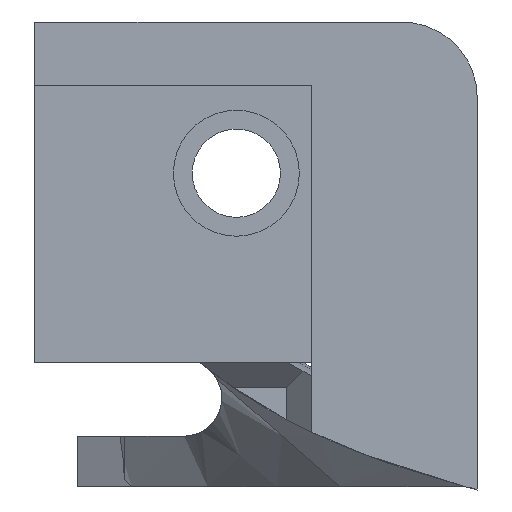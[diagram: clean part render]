
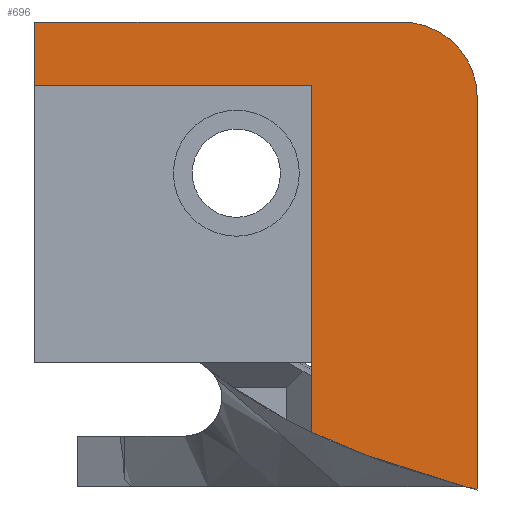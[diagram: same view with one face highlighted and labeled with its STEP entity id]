
A CAD part, front view. The second image highlights one B-rep face of the part: STEP entity #696.
In plain terms, the highlighted planar face has unit normal (0, -1, 0).
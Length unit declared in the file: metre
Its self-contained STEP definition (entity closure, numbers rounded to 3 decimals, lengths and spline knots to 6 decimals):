
#43=B_SPLINE_CURVE_WITH_KNOTS('',3,(#1129,#1130,#1131,#1132),
 .UNSPECIFIED.,.F.,.F.,(4,4),(0.,0.000536),.UNSPECIFIED.);
#44=B_SPLINE_CURVE_WITH_KNOTS('',3,(#1134,#1135,#1136,#1137,#1138,#1139,
#1140,#1141,#1142,#1143,#1144,#1145,#1146,#1147,#1148,#1149,#1150,#1151,
#1152,#1153,#1154,#1155,#1156,#1157),.UNSPECIFIED.,.F.,.F.,(4,3,1,1,1,1,
1,1,1,1,1,1,1,3,3,4),(-0.15,0.,0.125,0.25,0.3125,0.375,0.40625,0.4375,0.5,
0.5625,0.625,0.75,0.875,1.,1.15,1.7),.UNSPECIFIED.);
#45=B_SPLINE_CURVE_WITH_KNOTS('',3,(#1159,#1160,#1161,#1162,#1163,#1164,
#1165,#1166,#1167,#1168,#1169,#1170,#1171,#1172,#1173),.UNSPECIFIED.,.F.,
 .F.,(4,1,1,1,1,1,1,1,1,1,1,1,4),(0.,0.125,0.25,0.3125,0.375,0.40625,0.4375,
0.5,0.5625,0.625,0.75,0.875,1.),.UNSPECIFIED.);
#91=LINE('',#1327,#148);
#100=LINE('',#1341,#157);
#103=LINE('',#1347,#160);
#108=LINE('',#1359,#165);
#109=LINE('',#1361,#166);
#148=VECTOR('',#835,1.);
#157=VECTOR('',#848,1.);
#160=VECTOR('',#853,1.);
#165=VECTOR('',#866,1.);
#166=VECTOR('',#869,1.);
#313=ORIENTED_EDGE('',*,*,#467,.F.);
#314=ORIENTED_EDGE('',*,*,#468,.T.);
#315=ORIENTED_EDGE('',*,*,#460,.F.);
#316=ORIENTED_EDGE('',*,*,#448,.F.);
#317=ORIENTED_EDGE('',*,*,#466,.F.);
#318=ORIENTED_EDGE('',*,*,#457,.T.);
#319=ORIENTED_EDGE('',*,*,#419,.T.);
#320=ORIENTED_EDGE('',*,*,#418,.T.);
#321=ORIENTED_EDGE('',*,*,#417,.T.);
#417=EDGE_CURVE('',#516,#515,#43,.T.);
#418=EDGE_CURVE('',#517,#516,#44,.T.);
#419=EDGE_CURVE('',#518,#517,#45,.T.);
#448=EDGE_CURVE('',#537,#538,#91,.T.);
#457=EDGE_CURVE('',#541,#518,#100,.T.);
#460=EDGE_CURVE('',#538,#543,#103,.T.);
#466=EDGE_CURVE('',#541,#537,#108,.T.);
#467=EDGE_CURVE('',#546,#515,#109,.T.);
#468=EDGE_CURVE('',#546,#543,#558,.T.);
#515=VERTEX_POINT('',#1128);
#516=VERTEX_POINT('',#1133);
#517=VERTEX_POINT('',#1158);
#518=VERTEX_POINT('',#1174);
#537=VERTEX_POINT('',#1326);
#538=VERTEX_POINT('',#1328);
#541=VERTEX_POINT('',#1342);
#543=VERTEX_POINT('',#1348);
#546=VERTEX_POINT('',#1362);
#558=CIRCLE('',#749,0.003);
#588=EDGE_LOOP('',(#313,#314,#315,#316,#317,#318,#319,#320,#321));
#633=FACE_BOUND('',#588,.T.);
#665=PLANE('',#748);
#696=ADVANCED_FACE('',(#633),#665,.T.);
#748=AXIS2_PLACEMENT_3D('',#1360,#867,#868);
#749=AXIS2_PLACEMENT_3D('',#1363,#870,#871);
#835=DIRECTION('',(0.,0.,1.));
#848=DIRECTION('',(0.,0.,-1.));
#853=DIRECTION('',(1.,0.,0.));
#866=DIRECTION('',(-1.,0.,0.));
#867=DIRECTION('',(0.,-1.,0.));
#868=DIRECTION('',(1.,0.,0.));
#869=DIRECTION('',(0.,0.,-1.));
#870=DIRECTION('',(0.,-1.,0.));
#871=DIRECTION('',(0.,0.,-1.));
#1128=CARTESIAN_POINT('',(0.0075,-0.072,-0.002071));
#1129=CARTESIAN_POINT('',(0.006982,-0.072,-0.001932));
#1130=CARTESIAN_POINT('',(0.007155,-0.072,-0.001978));
#1131=CARTESIAN_POINT('',(0.007327,-0.072,-0.002024));
#1132=CARTESIAN_POINT('',(0.0075,-0.072,-0.002071));
#1133=CARTESIAN_POINT('',(0.006982,-0.072,-0.001932));
#1134=CARTESIAN_POINT('',(-0.010189,-0.072,0.012657));
#1135=CARTESIAN_POINT('',(-0.00987,-0.072,0.012105));
#1136=CARTESIAN_POINT('',(-0.009551,-0.072,0.011552));
#1137=CARTESIAN_POINT('',(-0.009232,-0.072,0.011));
#1138=CARTESIAN_POINT('',(-0.008966,-0.072,0.01054));
#1139=CARTESIAN_POINT('',(-0.008392,-0.072,0.009455));
#1140=CARTESIAN_POINT('',(-0.007522,-0.072,0.007854));
#1141=CARTESIAN_POINT('',(-0.006677,-0.072,0.006514));
#1142=CARTESIAN_POINT('',(-0.006072,-0.072,0.005668));
#1143=CARTESIAN_POINT('',(-0.005534,-0.072,0.004999));
#1144=CARTESIAN_POINT('',(-0.004955,-0.072,0.004338));
#1145=CARTESIAN_POINT('',(-0.004169,-0.072,0.003549));
#1146=CARTESIAN_POINT('',(-0.003127,-0.072,0.002665));
#1147=CARTESIAN_POINT('',(-0.001606,-0.072,0.001568));
#1148=CARTESIAN_POINT('',(0.000537,-0.072,0.000346));
#1149=CARTESIAN_POINT('',(0.00351,-0.072,-0.000904));
#1150=CARTESIAN_POINT('',(0.005775,-0.072,-0.001608));
#1151=CARTESIAN_POINT('',(0.006982,-0.072,-0.001932));
#1152=CARTESIAN_POINT('',(0.008432,-0.072,-0.00232));
#1153=CARTESIAN_POINT('',(0.009881,-0.072,-0.002708));
#1154=CARTESIAN_POINT('',(0.01133,-0.072,-0.003097));
#1155=CARTESIAN_POINT('',(0.016643,-0.072,-0.00452));
#1156=CARTESIAN_POINT('',(0.021957,-0.072,-0.005944));
#1157=CARTESIAN_POINT('',(0.02727,-0.072,-0.007368));
#1158=CARTESIAN_POINT('',(0.003053,-0.072,-0.000675));
#1159=CARTESIAN_POINT('',(-0.009232,-0.072,0.011));
#1160=CARTESIAN_POINT('',(-0.008966,-0.072,0.01054));
#1161=CARTESIAN_POINT('',(-0.008392,-0.072,0.009455));
#1162=CARTESIAN_POINT('',(-0.007522,-0.072,0.007854));
#1163=CARTESIAN_POINT('',(-0.006677,-0.072,0.006514));
#1164=CARTESIAN_POINT('',(-0.006072,-0.072,0.005668));
#1165=CARTESIAN_POINT('',(-0.005534,-0.072,0.004999));
#1166=CARTESIAN_POINT('',(-0.004955,-0.072,0.004338));
#1167=CARTESIAN_POINT('',(-0.004169,-0.072,0.003549));
#1168=CARTESIAN_POINT('',(-0.003127,-0.072,0.002665));
#1169=CARTESIAN_POINT('',(-0.001606,-0.072,0.001568));
#1170=CARTESIAN_POINT('',(0.000537,-0.072,0.000346));
#1171=CARTESIAN_POINT('',(0.00351,-0.072,-0.000904));
#1172=CARTESIAN_POINT('',(0.005775,-0.072,-0.001608));
#1173=CARTESIAN_POINT('',(0.006982,-0.072,-0.001932));
#1174=CARTESIAN_POINT('',(0.000941,-0.072,0.00022));
#1326=CARTESIAN_POINT('',(-0.010059,-0.072,0.014));
#1327=CARTESIAN_POINT('',(-0.010059,-0.072,0.01525));
#1328=CARTESIAN_POINT('',(-0.010059,-0.072,0.0165));
#1341=CARTESIAN_POINT('',(0.000941,-0.072,0.0085));
#1342=CARTESIAN_POINT('',(0.000941,-0.072,0.014));
#1347=CARTESIAN_POINT('',(-0.00451,-0.072,0.0165));
#1348=CARTESIAN_POINT('',(0.0045,-0.072,0.0165));
#1359=CARTESIAN_POINT('',(-0.004559,-0.072,0.014));
#1360=CARTESIAN_POINT('',(-0.001279,-0.072,0.007284));
#1361=CARTESIAN_POINT('',(0.0075,-0.072,-0.001035));
#1362=CARTESIAN_POINT('',(0.0075,-0.072,0.0135));
#1363=CARTESIAN_POINT('',(0.0045,-0.072,0.0135));
